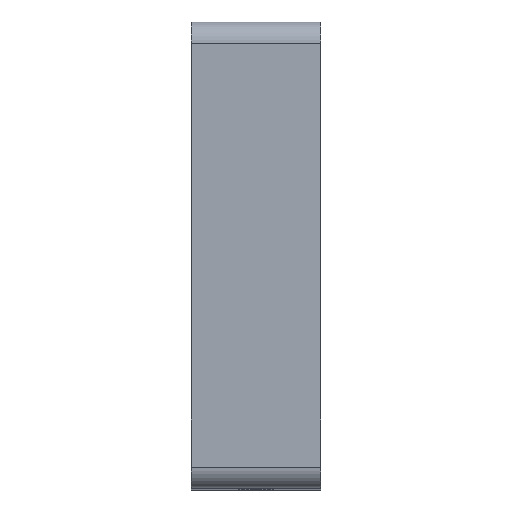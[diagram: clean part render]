
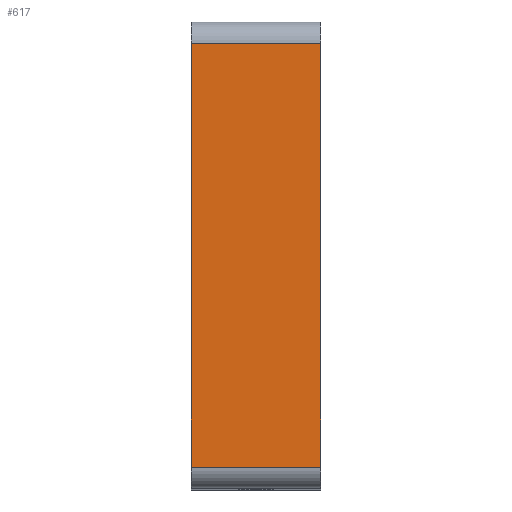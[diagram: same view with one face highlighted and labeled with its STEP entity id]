
A CAD part, top view. The second image highlights one B-rep face of the part: STEP entity #617.
In plain terms, the highlighted planar face has unit normal (0, 0, 1).
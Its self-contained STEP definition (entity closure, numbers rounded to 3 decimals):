
#27=PLANE('',#686);
#52=FACE_OUTER_BOUND('',#87,.T.);
#87=EDGE_LOOP('',(#490,#491,#492,#493));
#139=LINE('',#1005,#199);
#140=LINE('',#1011,#200);
#142=LINE('',#1015,#202);
#143=LINE('',#1016,#203);
#199=VECTOR('',#812,10.);
#200=VECTOR('',#819,10.);
#202=VECTOR('',#823,10.);
#203=VECTOR('',#824,10.);
#298=VERTEX_POINT('',#1002);
#299=VERTEX_POINT('',#1004);
#301=VERTEX_POINT('',#1009);
#302=VERTEX_POINT('',#1014);
#370=EDGE_CURVE('',#298,#299,#139,.T.);
#373=EDGE_CURVE('',#301,#298,#140,.T.);
#375=EDGE_CURVE('',#301,#302,#142,.T.);
#376=EDGE_CURVE('',#299,#302,#143,.T.);
#490=ORIENTED_EDGE('',*,*,#373,.F.);
#491=ORIENTED_EDGE('',*,*,#375,.T.);
#492=ORIENTED_EDGE('',*,*,#376,.F.);
#493=ORIENTED_EDGE('',*,*,#370,.F.);
#617=ADVANCED_FACE('',(#52),#27,.T.);
#686=AXIS2_PLACEMENT_3D('',#1013,#821,#822);
#812=DIRECTION('',(0.,1.,0.));
#819=DIRECTION('',(-1.,0.,0.));
#821=DIRECTION('center_axis',(0.,0.,1.));
#822=DIRECTION('ref_axis',(1.,0.,0.));
#823=DIRECTION('',(0.,1.,0.));
#824=DIRECTION('',(1.,0.,0.));
#1002=CARTESIAN_POINT('',(-30.,5.,180.));
#1004=CARTESIAN_POINT('',(-30.,102.905,180.));
#1005=CARTESIAN_POINT('',(-30.,0.,180.));
#1009=CARTESIAN_POINT('',(0.,5.,180.));
#1011=CARTESIAN_POINT('',(-22.5,5.,180.));
#1013=CARTESIAN_POINT('Origin',(-30.,0.,180.));
#1014=CARTESIAN_POINT('',(0.,102.905,180.));
#1015=CARTESIAN_POINT('',(0.,0.,180.));
#1016=CARTESIAN_POINT('',(-30.,102.905,180.));
